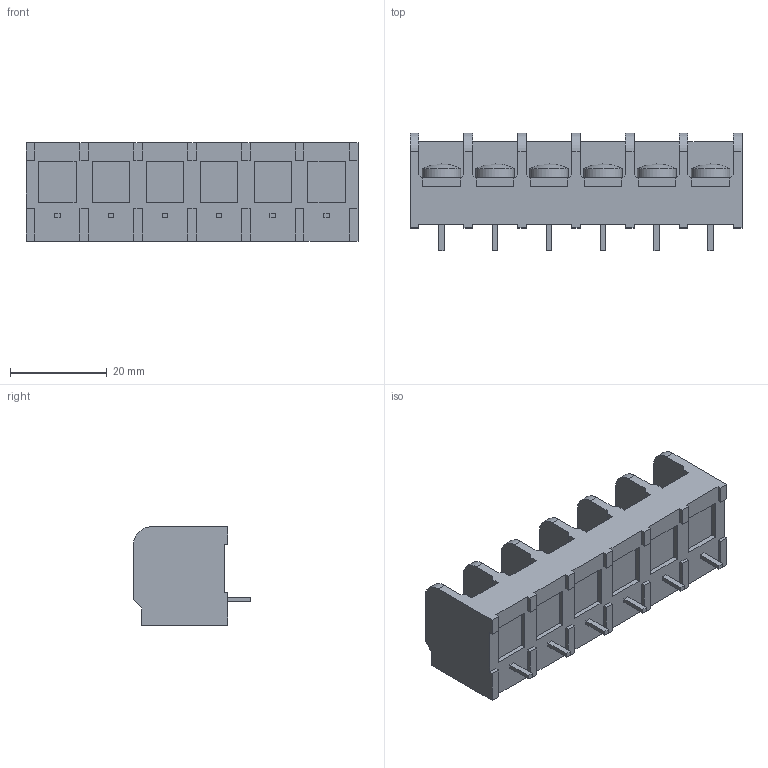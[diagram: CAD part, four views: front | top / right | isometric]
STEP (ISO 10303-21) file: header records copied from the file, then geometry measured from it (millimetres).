
FILE_DESCRIPTION(/* description */ (''),/* implementation_level */ '2;1');
FILE_NAME(/* name */ '8pcv-06-006 v1.step',/* time_stamp */ '2018-09-29T18:07:35-04:00',/* author */ ('cruiz5965'),/* organization */ (''),/* preprocessor_version */ 'ST-DEVELOPER v17.2',/* originating_system */ 'Autodesk Translation Framework v7.6.0.251',/* authorisation */ '');
FILE_SCHEMA (('AUTOMOTIVE_DESIGN { 1 0 10303 214 3 1 1 }'));
Length unit declared in the file: millimetre
Products named in the file (1): 8pcv-06-006
Bounding box: 68.53 x 24.26 x 20.32 mm (x, y, z)
Volume: 16554.5 mm3; surface area: 10568 mm2
Topology: 1 solids, 1 shells, 532 faces, 1499 edges, 998 vertices
Faces by surface type: plane 481, cylinder 45, sphere 6
Full cylindrical faces by diameter (mm): 4.064 x6, 7.976 x6
Entity records: 17017 total; most frequent: CARTESIAN_POINT 3024, ORIENTED_EDGE 2986, DIRECTION 2669, EDGE_CURVE 1493, LINE 1383, VECTOR 1383, VERTEX_POINT 998, AXIS2_PLACEMENT_3D 643
